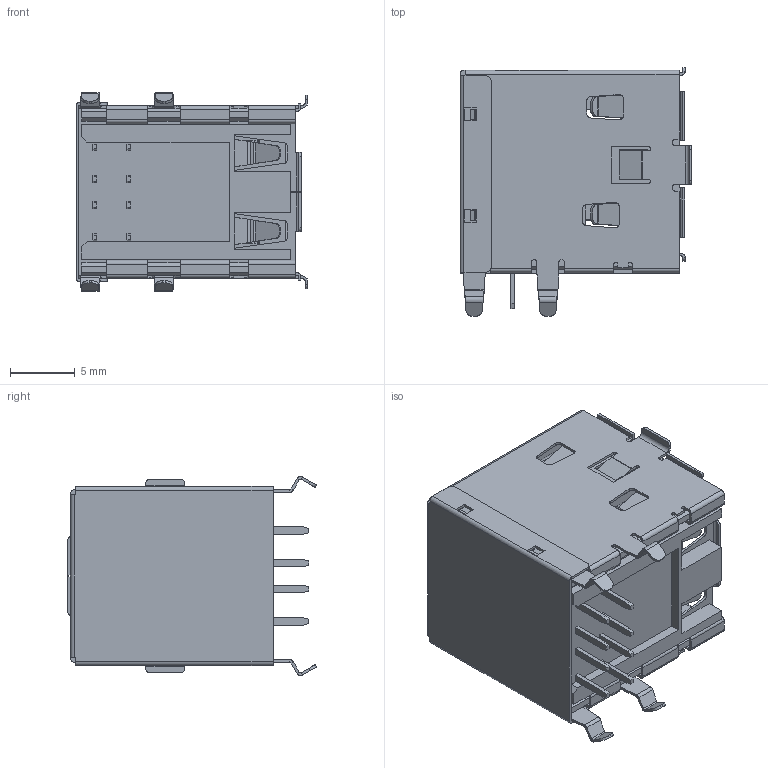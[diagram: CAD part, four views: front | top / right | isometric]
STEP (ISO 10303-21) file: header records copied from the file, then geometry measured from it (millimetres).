
FILE_DESCRIPTION(/* description */ (''),/* implementation_level */ '2;1');
FILE_NAME(/* name */ '2X USB2.0 PORTS_ RPi4ModelB_ipt_f4dc6ff4.STEP',/* time_stamp */ '2024-05-28T16:08:02+01:00',/* author */ ('rlndo'),/* organization */ (''),/* preprocessor_version */ 'ST-DEVELOPER v16.13',/* originating_system */ 'Autodesk Inventor 2018',/* authorisation */ '');
FILE_SCHEMA (('AUTOMOTIVE_DESIGN { 1 0 10303 214 3 1 1 }'));
Length unit declared in the file: millimetre
Products named in the file (1): 2X USB2.0 PORTS, RPi4ModelB
Bounding box: 17.86 x 19.16 x 15.32 mm (x, y, z)
Volume: 2646.3 mm3; surface area: 3195.5 mm2
Topology: 1 solids, 1 shells, 1078 faces, 3130 edges, 2029 vertices
Faces by surface type: plane 722, cylinder 293, bspline 63
Entity records: 41030 total; most frequent: CARTESIAN_POINT 11338, ORIENTED_EDGE 6260, DIRECTION 5541, EDGE_CURVE 3130, LINE 2481, VECTOR 2481, VERTEX_POINT 2029, AXIS2_PLACEMENT_3D 1530
